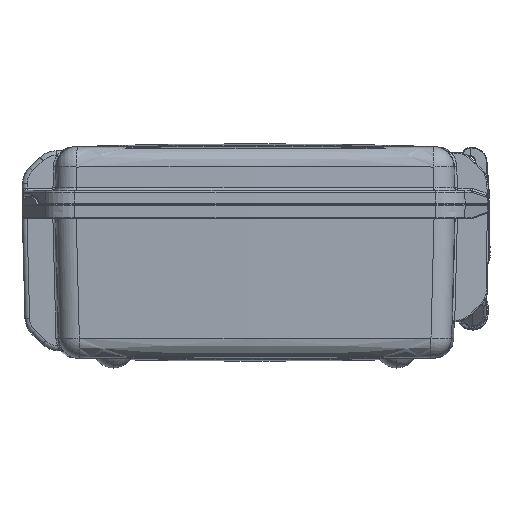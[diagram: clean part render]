
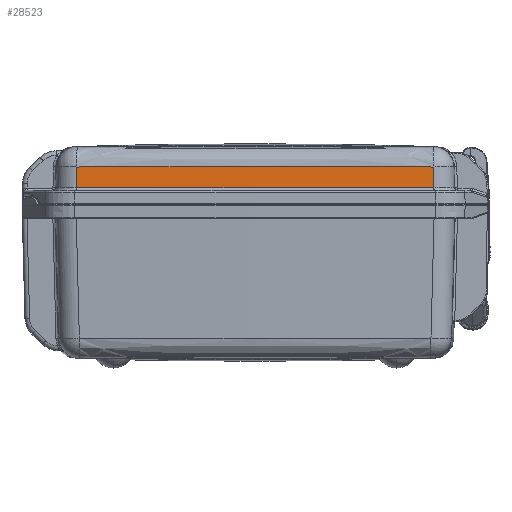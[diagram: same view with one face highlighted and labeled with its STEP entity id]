
A CAD part, left-side view. The second image highlights one B-rep face of the part: STEP entity #28523.
In plain terms, the highlighted conical face has half-angle 1.5 degrees and reference radius 6011.31 mm.
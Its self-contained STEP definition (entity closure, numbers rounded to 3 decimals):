
#4135 = EDGE_CURVE ( 'NONE', #119645, #183527, #28027, .T. ) ;
#14070 = VERTEX_POINT ( 'NONE', #214374 ) ;
#16914 = VERTEX_POINT ( 'NONE', #211219 ) ;
#26258 = EDGE_LOOP ( 'NONE', ( #114162, #97580, #139580, #209938, #168312, #65190 ) ) ;
#27468 = CARTESIAN_POINT ( 'NONE',  ( -222.747, 104.185, 14.651 ) ) ;
#28027 = B_SPLINE_CURVE_WITH_KNOTS ( 'NONE', 3,
 ( #57760, #181445, #126993, #196263 ),
 .UNSPECIFIED., .F., .F.,
 ( 4, 4 ),
 ( 0., 1. ),
 .UNSPECIFIED. ) ;
#28523 = ADVANCED_FACE ( 'NONE', ( #222762 ), #173185, .T. ) ;
#32070 = VERTEX_POINT ( 'NONE', #131831 ) ;
#39862 = CARTESIAN_POINT ( 'NONE',  ( -222.945, -51.946, 32.942 ) ) ;
#50303 = EDGE_CURVE ( 'NONE', #16914, #110696, #149426, .T. ) ;
#53603 = AXIS2_PLACEMENT_3D ( 'NONE', #189788, #97912, #153480 ) ;
#57760 = CARTESIAN_POINT ( 'NONE',  ( -223.424, 0., 14.651 ) ) ;
#59428 = CARTESIAN_POINT ( 'NONE',  ( -221.393, -156.259, 14.651 ) ) ;
#63722 = CARTESIAN_POINT ( 'NONE',  ( -220.935, 155.798, 32.577 ) ) ;
#65190 = ORIENTED_EDGE ( 'NONE', *, *, #68212, .T. ) ;
#68212 = EDGE_CURVE ( 'NONE', #14070, #32070, #78700, .T. ) ;
#78700 = B_SPLINE_CURVE_WITH_KNOTS ( 'NONE', 3,
 ( #127226, #160164, #39862, #178310 ),
 .UNSPECIFIED., .F., .F.,
 ( 4, 4 ),
 ( 0., 1. ),
 .UNSPECIFIED. ) ;
#85030 = CARTESIAN_POINT ( 'NONE',  ( -221.088, -155.952, 26.601 ) ) ;
#86035 = CARTESIAN_POINT ( 'NONE',  ( -222.945, 51.946, 32.942 ) ) ;
#88285 = CARTESIAN_POINT ( 'NONE',  ( -222.275, 103.885, 32.82 ) ) ;
#97580 = ORIENTED_EDGE ( 'NONE', *, *, #50303, .F. ) ;
#97912 = DIRECTION ( 'NONE',  ( 0., 0., -1. ) ) ;
#97973 = EDGE_CURVE ( 'NONE', #16914, #119645, #124567, .T. ) ;
#100603 = EDGE_CURVE ( 'NONE', #32070, #110696, #193772, .T. ) ;
#103150 = CARTESIAN_POINT ( 'NONE',  ( -221.24, -156.106, 20.626 ) ) ;
#106957 = CARTESIAN_POINT ( 'NONE',  ( -221.393, 156.259, 14.651 ) ) ;
#110696 = VERTEX_POINT ( 'NONE', #63722 ) ;
#114162 = ORIENTED_EDGE ( 'NONE', *, *, #100603, .T. ) ;
#119645 = VERTEX_POINT ( 'NONE', #125463 ) ;
#124567 = B_SPLINE_CURVE_WITH_KNOTS ( 'NONE', 3,
 ( #148889, #27468, #128505, #145515 ),
 .UNSPECIFIED., .F., .F.,
 ( 4, 4 ),
 ( 0., 1. ),
 .UNSPECIFIED. ) ;
#125463 = CARTESIAN_POINT ( 'NONE',  ( -223.424, 0., 14.651 ) ) ;
#126993 = CARTESIAN_POINT ( 'NONE',  ( -222.747, -104.185, 14.651 ) ) ;
#127226 = CARTESIAN_POINT ( 'NONE',  ( -220.935, -155.798, 32.577 ) ) ;
#128505 = CARTESIAN_POINT ( 'NONE',  ( -223.424, 52.092, 14.651 ) ) ;
#131831 = CARTESIAN_POINT ( 'NONE',  ( -222.945, 0., 32.946 ) ) ;
#139457 = CARTESIAN_POINT ( 'NONE',  ( -221.393, -156.259, 14.651 ) ) ;
#139580 = ORIENTED_EDGE ( 'NONE', *, *, #97973, .T. ) ;
#141023 = CARTESIAN_POINT ( 'NONE',  ( -220.935, 155.798, 32.577 ) ) ;
#141668 = CARTESIAN_POINT ( 'NONE',  ( -220.935, -155.798, 32.577 ) ) ;
#144366 = CARTESIAN_POINT ( 'NONE',  ( -221.24, 156.106, 20.626 ) ) ;
#145515 = CARTESIAN_POINT ( 'NONE',  ( -223.424, 0., 14.651 ) ) ;
#148889 = CARTESIAN_POINT ( 'NONE',  ( -221.393, 156.259, 14.651 ) ) ;
#149426 = B_SPLINE_CURVE_WITH_KNOTS ( 'NONE', 3,
 ( #106957, #144366, #159179, #141023 ),
 .UNSPECIFIED., .F., .F.,
 ( 4, 4 ),
 ( 0., 1. ),
 .UNSPECIFIED. ) ;
#153480 = DIRECTION ( 'NONE',  ( 1., 0., 0. ) ) ;
#155271 = CARTESIAN_POINT ( 'NONE',  ( -220.935, 155.798, 32.577 ) ) ;
#159179 = CARTESIAN_POINT ( 'NONE',  ( -221.088, 155.952, 26.601 ) ) ;
#160164 = CARTESIAN_POINT ( 'NONE',  ( -222.275, -103.885, 32.82 ) ) ;
#168312 = ORIENTED_EDGE ( 'NONE', *, *, #173494, .T. ) ;
#172302 = CARTESIAN_POINT ( 'NONE',  ( -222.945, 0., 32.946 ) ) ;
#173185 = CONICAL_SURFACE ( 'NONE', #53603, 6011.306, 0.026 ) ;
#173494 = EDGE_CURVE ( 'NONE', #183527, #14070, #204110, .T. ) ;
#178310 = CARTESIAN_POINT ( 'NONE',  ( -222.945, 0., 32.946 ) ) ;
#181445 = CARTESIAN_POINT ( 'NONE',  ( -223.424, -52.092, 14.651 ) ) ;
#183527 = VERTEX_POINT ( 'NONE', #59428 ) ;
#189788 = CARTESIAN_POINT ( 'NONE',  ( 5788.122, 0., 23.796 ) ) ;
#193772 = B_SPLINE_CURVE_WITH_KNOTS ( 'NONE', 3,
 ( #172302, #86035, #88285, #155271 ),
 .UNSPECIFIED., .F., .F.,
 ( 4, 4 ),
 ( 0., 1. ),
 .UNSPECIFIED. ) ;
#196263 = CARTESIAN_POINT ( 'NONE',  ( -221.393, -156.259, 14.651 ) ) ;
#204110 = B_SPLINE_CURVE_WITH_KNOTS ( 'NONE', 3,
 ( #139457, #103150, #85030, #141668 ),
 .UNSPECIFIED., .F., .F.,
 ( 4, 4 ),
 ( 0., 1. ),
 .UNSPECIFIED. ) ;
#209938 = ORIENTED_EDGE ( 'NONE', *, *, #4135, .T. ) ;
#211219 = CARTESIAN_POINT ( 'NONE',  ( -221.393, 156.259, 14.651 ) ) ;
#214374 = CARTESIAN_POINT ( 'NONE',  ( -220.935, -155.798, 32.577 ) ) ;
#222762 = FACE_OUTER_BOUND ( 'NONE', #26258, .T. ) ;
